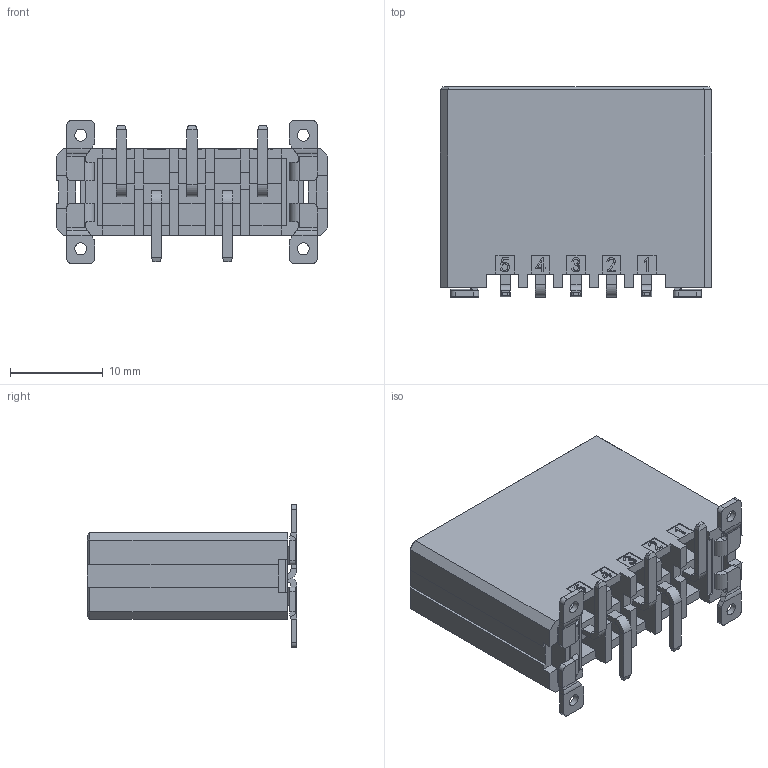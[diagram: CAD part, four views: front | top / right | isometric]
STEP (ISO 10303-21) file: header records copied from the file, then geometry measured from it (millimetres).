
FILE_DESCRIPTION( ('This file contains a STEP AP42 implementation' ,'as created by ZW3D STEP Interface translator.') ,'2;1' );
FILE_NAME( 'WF3810-1WM05XXXXX.stp' ,'2312 6.103018', (''), ('ZWCAD Software Co.'), 'Version 1.0', 'ZW3D to STEP translator', '' );
FILE_SCHEMA(('AUTOMOTIVE_DESIGN { 1 0 10303 214 1 1 1 1 }'));
Length unit declared in the file: millimetre
Products named in the file (2): 0; WF3810-1WM05XXXXX
Bounding box: 29.24 x 22.6 x 15.35 mm (x, y, z)
Volume: 2624.4 mm3; surface area: 4529.7 mm2
Topology: 1 solids, 1 shells, 579 faces, 1510 edges, 962 vertices
Faces by surface type: plane 474, cylinder 74, bspline 31
Full cylindrical faces by diameter (mm): 1.3 x4
Entity records: 18338 total; most frequent: CARTESIAN_POINT 3545, ORIENTED_EDGE 3020, DIRECTION 2714, EDGE_CURVE 1510, VECTOR 1308, LINE 1308, VERTEX_POINT 962, AXIS2_PLACEMENT_3D 703
